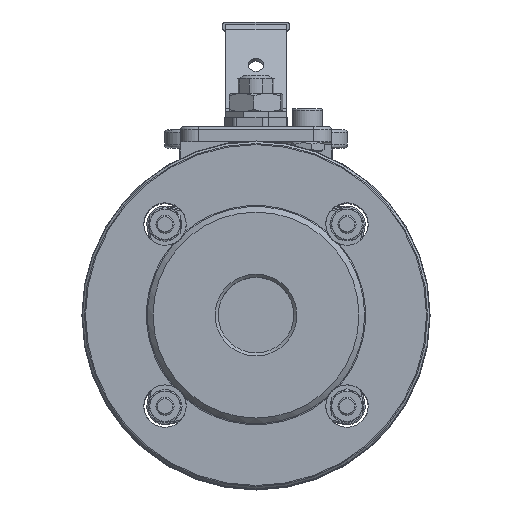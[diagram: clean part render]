
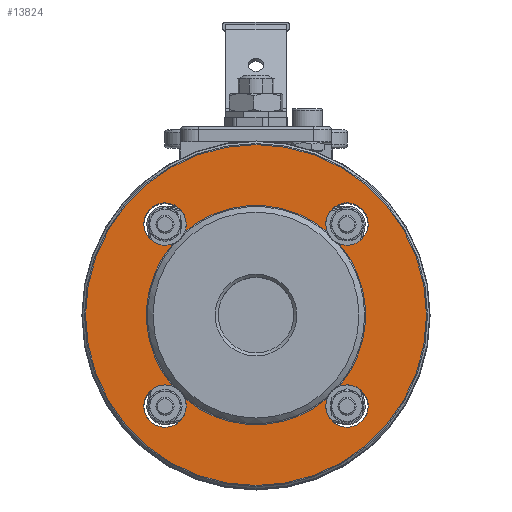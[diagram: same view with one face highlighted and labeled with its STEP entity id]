
A CAD part, top view. The second image highlights one B-rep face of the part: STEP entity #13824.
In plain terms, the highlighted planar face has unit normal (0, 0, 1).
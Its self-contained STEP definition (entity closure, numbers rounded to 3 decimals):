
#737=FACE_BOUND('',#2623,.T.);
#1152=PLANE('',#15298);
#1760=FACE_OUTER_BOUND('',#2622,.T.);
#2622=EDGE_LOOP('',(#11109));
#2623=EDGE_LOOP('',(#11110,#11111,#11112,#11113,#11114,#11115,#11116,#11117,
#11118,#11119,#11120,#11121));
#5201=CIRCLE('',#15278,36.207);
#5215=CIRCLE('',#15294,36.207);
#5218=CIRCLE('',#15299,56.293);
#5219=CIRCLE('',#15300,7.);
#5220=CIRCLE('',#15301,7.);
#5221=CIRCLE('',#15302,36.207);
#5222=CIRCLE('',#15303,7.);
#5223=CIRCLE('',#15304,7.);
#5224=CIRCLE('',#15305,36.207);
#5225=CIRCLE('',#15306,7.);
#5226=CIRCLE('',#15307,7.);
#5227=CIRCLE('',#15308,7.);
#5228=CIRCLE('',#15309,7.);
#6235=VERTEX_POINT('',#25123);
#6239=VERTEX_POINT('',#25130);
#6262=VERTEX_POINT('',#25369);
#6263=VERTEX_POINT('',#25371);
#6266=VERTEX_POINT('',#25500);
#6267=VERTEX_POINT('',#25502);
#6268=VERTEX_POINT('',#25504);
#6269=VERTEX_POINT('',#25506);
#6270=VERTEX_POINT('',#25508);
#6271=VERTEX_POINT('',#25510);
#6272=VERTEX_POINT('',#25512);
#6273=VERTEX_POINT('',#25514);
#6274=VERTEX_POINT('',#25517);
#7909=EDGE_CURVE('',#6239,#6235,#5201,.T.);
#7940=EDGE_CURVE('',#6263,#6262,#5215,.T.);
#7947=EDGE_CURVE('',#6266,#6266,#5218,.T.);
#7948=EDGE_CURVE('',#6239,#6267,#5219,.T.);
#7949=EDGE_CURVE('',#6267,#6268,#5220,.T.);
#7950=EDGE_CURVE('',#6269,#6268,#5221,.T.);
#7951=EDGE_CURVE('',#6269,#6270,#5222,.T.);
#7952=EDGE_CURVE('',#6270,#6271,#5223,.T.);
#7953=EDGE_CURVE('',#6272,#6271,#5224,.T.);
#7954=EDGE_CURVE('',#6272,#6273,#5225,.T.);
#7955=EDGE_CURVE('',#6273,#6262,#5226,.T.);
#7956=EDGE_CURVE('',#6263,#6274,#5227,.T.);
#7957=EDGE_CURVE('',#6274,#6235,#5228,.T.);
#11109=ORIENTED_EDGE('',*,*,#7947,.F.);
#11110=ORIENTED_EDGE('',*,*,#7909,.F.);
#11111=ORIENTED_EDGE('',*,*,#7948,.T.);
#11112=ORIENTED_EDGE('',*,*,#7949,.T.);
#11113=ORIENTED_EDGE('',*,*,#7950,.F.);
#11114=ORIENTED_EDGE('',*,*,#7951,.T.);
#11115=ORIENTED_EDGE('',*,*,#7952,.T.);
#11116=ORIENTED_EDGE('',*,*,#7953,.F.);
#11117=ORIENTED_EDGE('',*,*,#7954,.T.);
#11118=ORIENTED_EDGE('',*,*,#7955,.T.);
#11119=ORIENTED_EDGE('',*,*,#7940,.F.);
#11120=ORIENTED_EDGE('',*,*,#7956,.T.);
#11121=ORIENTED_EDGE('',*,*,#7957,.T.);
#13824=ADVANCED_FACE('',(#1760,#737),#1152,.T.);
#15278=AXIS2_PLACEMENT_3D('',#25132,#18241,#18242);
#15294=AXIS2_PLACEMENT_3D('',#25373,#18274,#18275);
#15298=AXIS2_PLACEMENT_3D('',#25499,#18282,#18283);
#15299=AXIS2_PLACEMENT_3D('',#25501,#18284,#18285);
#15300=AXIS2_PLACEMENT_3D('',#25503,#18286,#18287);
#15301=AXIS2_PLACEMENT_3D('',#25505,#18288,#18289);
#15302=AXIS2_PLACEMENT_3D('',#25507,#18290,#18291);
#15303=AXIS2_PLACEMENT_3D('',#25509,#18292,#18293);
#15304=AXIS2_PLACEMENT_3D('',#25511,#18294,#18295);
#15305=AXIS2_PLACEMENT_3D('',#25513,#18296,#18297);
#15306=AXIS2_PLACEMENT_3D('',#25515,#18298,#18299);
#15307=AXIS2_PLACEMENT_3D('',#25516,#18300,#18301);
#15308=AXIS2_PLACEMENT_3D('',#25518,#18302,#18303);
#15309=AXIS2_PLACEMENT_3D('',#25519,#18304,#18305);
#18241=DIRECTION('center_axis',(0.,0.,1.));
#18242=DIRECTION('ref_axis',(1.,0.,0.));
#18274=DIRECTION('center_axis',(0.,0.,1.));
#18275=DIRECTION('ref_axis',(0.006,1.,0.));
#18282=DIRECTION('center_axis',(0.,0.,1.));
#18283=DIRECTION('ref_axis',(1.,0.,0.));
#18284=DIRECTION('center_axis',(0.,0.,-1.));
#18285=DIRECTION('ref_axis',(-1.,0.,0.));
#18286=DIRECTION('center_axis',(0.,0.,-1.));
#18287=DIRECTION('ref_axis',(-1.,0.,0.));
#18288=DIRECTION('center_axis',(0.,0.,-1.));
#18289=DIRECTION('ref_axis',(-1.,0.,0.));
#18290=DIRECTION('center_axis',(0.,0.,1.));
#18291=DIRECTION('ref_axis',(0.,-1.,0.));
#18292=DIRECTION('center_axis',(0.,0.,-1.));
#18293=DIRECTION('ref_axis',(-1.,0.,0.));
#18294=DIRECTION('center_axis',(0.,0.,-1.));
#18295=DIRECTION('ref_axis',(-1.,0.,0.));
#18296=DIRECTION('center_axis',(0.,0.,1.));
#18297=DIRECTION('ref_axis',(-1.,0.006,0.));
#18298=DIRECTION('center_axis',(0.,0.,-1.));
#18299=DIRECTION('ref_axis',(-1.,0.,0.));
#18300=DIRECTION('center_axis',(0.,0.,-1.));
#18301=DIRECTION('ref_axis',(-1.,0.,0.));
#18302=DIRECTION('center_axis',(0.,0.,-1.));
#18303=DIRECTION('ref_axis',(-1.,0.,0.));
#18304=DIRECTION('center_axis',(0.,0.,-1.));
#18305=DIRECTION('ref_axis',(-1.,0.,0.));
#25123=CARTESIAN_POINT('',(27.524,23.525,78.));
#25130=CARTESIAN_POINT('',(27.524,-23.525,78.));
#25132=CARTESIAN_POINT('Origin',(0.,0.,78.));
#25369=CARTESIAN_POINT('',(-23.525,27.524,78.));
#25371=CARTESIAN_POINT('',(23.525,27.524,78.));
#25373=CARTESIAN_POINT('Origin',(0.,0.,78.));
#25499=CARTESIAN_POINT('Origin',(0.,0.,78.));
#25500=CARTESIAN_POINT('',(56.293,0.,78.));
#25501=CARTESIAN_POINT('Origin',(0.,0.,78.));
#25502=CARTESIAN_POINT('',(37.052,-30.052,78.));
#25503=CARTESIAN_POINT('Origin',(30.052,-30.052,78.));
#25504=CARTESIAN_POINT('',(23.525,-27.524,78.));
#25505=CARTESIAN_POINT('Origin',(30.052,-30.052,78.));
#25506=CARTESIAN_POINT('',(-23.525,-27.524,78.));
#25507=CARTESIAN_POINT('Origin',(0.,0.,78.));
#25508=CARTESIAN_POINT('',(-23.052,-30.052,78.));
#25509=CARTESIAN_POINT('Origin',(-30.052,-30.052,78.));
#25510=CARTESIAN_POINT('',(-27.524,-23.525,78.));
#25511=CARTESIAN_POINT('Origin',(-30.052,-30.052,78.));
#25512=CARTESIAN_POINT('',(-27.524,23.525,78.));
#25513=CARTESIAN_POINT('Origin',(0.,0.,78.));
#25514=CARTESIAN_POINT('',(-23.052,30.052,78.));
#25515=CARTESIAN_POINT('Origin',(-30.052,30.052,78.));
#25516=CARTESIAN_POINT('Origin',(-30.052,30.052,78.));
#25517=CARTESIAN_POINT('',(37.052,30.052,78.));
#25518=CARTESIAN_POINT('Origin',(30.052,30.052,78.));
#25519=CARTESIAN_POINT('Origin',(30.052,30.052,78.));
